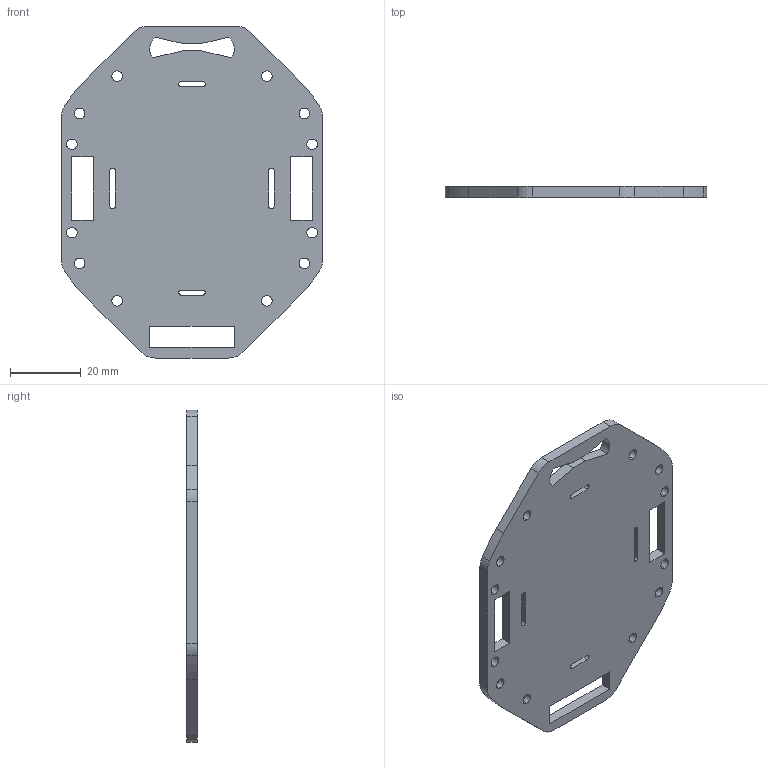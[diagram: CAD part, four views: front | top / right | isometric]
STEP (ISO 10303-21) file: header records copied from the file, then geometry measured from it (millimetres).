
FILE_DESCRIPTION (( 'STEP AP203' ), '1' );
FILE_NAME ('階啣_IARL.STEP', '2023-10-31T06:19:38', ( '' ), ( '' ), 'SwSTEP 2.0', 'SolidWorks 2021', '' );
FILE_SCHEMA (( 'CONFIG_CONTROL_DESIGN' ));
Length unit declared in the file: millimetre
Products named in the file (1): 階啣_IARL
Bounding box: 74 x 3 x 94 mm (x, y, z)
Volume: 15691.1 mm3; surface area: 12674.3 mm2
Topology: 1 solids, 1 shells, 108 faces, 294 edges, 196 vertices
Faces by surface type: cylinder 64, plane 44
Entity records: 3623 total; most frequent: DIRECTION 640, CARTESIAN_POINT 599, ORIENTED_EDGE 588, EDGE_CURVE 294, AXIS2_PLACEMENT_3D 237, VERTEX_POINT 196, VECTOR 166, LINE 166
